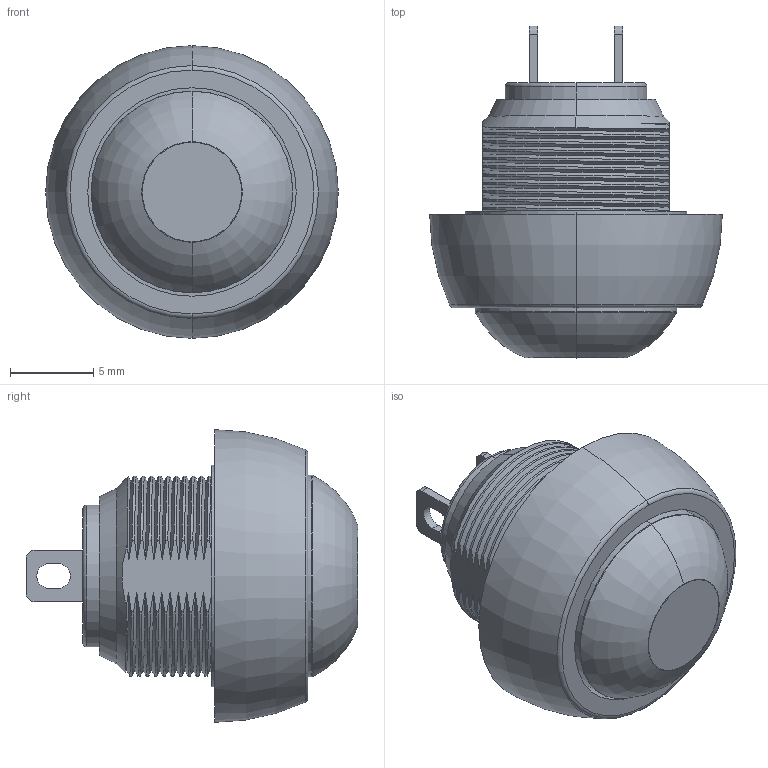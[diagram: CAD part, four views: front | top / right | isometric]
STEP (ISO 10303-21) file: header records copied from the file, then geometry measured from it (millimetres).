
FILE_DESCRIPTION (( 'STEP AP203' ), '1' );
FILE_NAME ('ic184-thread.STEP', '2024-07-02T06:47:26', ( '' ), ( '' ), 'SwSTEP 2.0', 'SolidWorks 2022', '' );
FILE_SCHEMA (( 'CONFIG_CONTROL_DESIGN' ));
Length unit declared in the file: millimetre
Products named in the file (1): ic184-thread
Bounding box: 17.55 x 19.9 x 17.55 mm (x, y, z)
Volume: 2226.9 mm3; surface area: 1430.3 mm2
Topology: 1 solids, 1 shells, 135 faces, 363 edges, 238 vertices
Faces by surface type: cylinder 49, bspline 45, plane 24, torus 12, cone 5
Entity records: 18550 total; most frequent: CARTESIAN_POINT 15641, ORIENTED_EDGE 726, DIRECTION 431, EDGE_CURVE 363, VERTEX_POINT 238, AXIS2_PLACEMENT_3D 160, EDGE_LOOP 147, FACE_OUTER_BOUND 135
